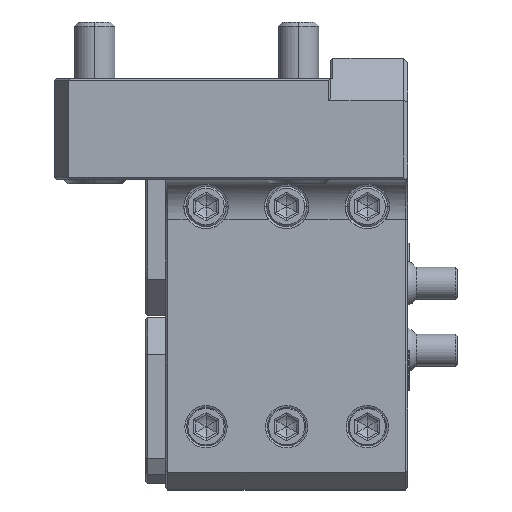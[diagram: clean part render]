
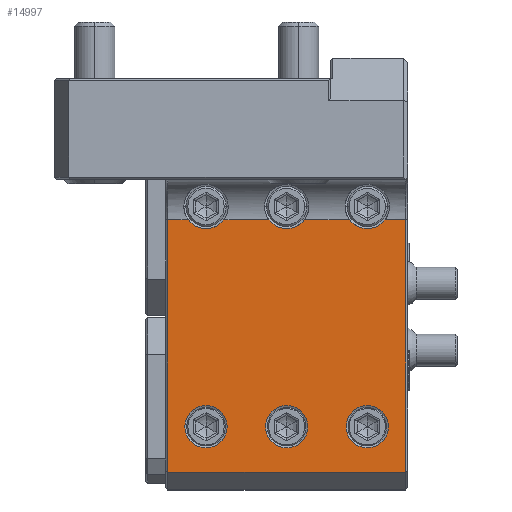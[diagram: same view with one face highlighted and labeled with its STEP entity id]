
A CAD part, top view. The second image highlights one B-rep face of the part: STEP entity #14997.
In plain terms, the highlighted planar face has unit normal (0, 0, 1).
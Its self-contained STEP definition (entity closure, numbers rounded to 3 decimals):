
#3001=DIRECTION('',(0.,-1.,0.));
#3002=VECTOR('',#3001,62.67);
#3003=CARTESIAN_POINT('',(51.824,-35.,22.5));
#3004=LINE('',#3003,#3002);
#3005=DIRECTION('',(1.,0.,0.));
#3006=VECTOR('',#3005,59.);
#3007=CARTESIAN_POINT('',(-7.176,-97.67,22.5));
#3008=LINE('',#3007,#3006);
#3009=DIRECTION('',(0.,-1.,0.));
#3010=VECTOR('',#3009,62.67);
#3011=CARTESIAN_POINT('',(-7.176,-35.,
22.5));
#3012=LINE('',#3011,#3010);
#3013=DIRECTION('',(-1.,0.,0.));
#3014=VECTOR('',#3013,5.063);
#3015=CARTESIAN_POINT('',(-2.113,-35.,22.5));
#3016=LINE('',#3015,#3014);
#3017=CARTESIAN_POINT('',(2.324,-31.75,22.5));
#3018=DIRECTION('',(0.,0.,1.));
#3019=DIRECTION('',(-0.807,-0.591,0.));
#3020=AXIS2_PLACEMENT_3D('',#3017,#3018,#3019);
#3022=DIRECTION('',(-1.,0.,0.));
#3023=VECTOR('',#3022,11.126);
#3024=CARTESIAN_POINT('',(17.887,-35.,22.5));
#3025=LINE('',#3024,#3023);
#3026=CARTESIAN_POINT('',(22.324,-31.75,22.5));
#3027=DIRECTION('',(0.,0.,1.));
#3028=DIRECTION('',(-0.807,-0.591,0.));
#3029=AXIS2_PLACEMENT_3D('',#3026,#3027,#3028);
#3031=DIRECTION('',(-1.,0.,0.));
#3032=VECTOR('',#3031,11.126);
#3033=CARTESIAN_POINT('',(37.887,-35.,22.5));
#3034=LINE('',#3033,#3032);
#3035=CARTESIAN_POINT('',(42.324,-31.75,22.5));
#3036=DIRECTION('',(0.,0.,1.));
#3037=DIRECTION('',(-0.807,-0.591,0.));
#3038=AXIS2_PLACEMENT_3D('',#3035,#3036,#3037);
#3040=DIRECTION('',(-1.,0.,0.));
#3041=VECTOR('',#3040,5.063);
#3042=CARTESIAN_POINT('',(51.824,-35.,22.5));
#3043=LINE('',#3042,#3041);
#3044=CARTESIAN_POINT('',(42.324,-86.36,22.5));
#3045=DIRECTION('',(0.,0.,1.));
#3046=DIRECTION('',(1.,0.,0.));
#3047=AXIS2_PLACEMENT_3D('',#3044,#3045,#3046);
#3049=CARTESIAN_POINT('',(42.324,-86.36,22.5));
#3050=DIRECTION('',(0.,0.,1.));
#3051=DIRECTION('',(-1.,0.,0.));
#3052=AXIS2_PLACEMENT_3D('',#3049,#3050,#3051);
#3054=CARTESIAN_POINT('',(22.324,-86.36,22.5));
#3055=DIRECTION('',(0.,0.,1.));
#3056=DIRECTION('',(1.,0.,0.));
#3057=AXIS2_PLACEMENT_3D('',#3054,#3055,#3056);
#3059=CARTESIAN_POINT('',(22.324,-86.36,22.5));
#3060=DIRECTION('',(0.,0.,1.));
#3061=DIRECTION('',(-1.,0.,0.));
#3062=AXIS2_PLACEMENT_3D('',#3059,#3060,#3061);
#3064=CARTESIAN_POINT('',(2.324,-86.36,22.5));
#3065=DIRECTION('',(0.,0.,1.));
#3066=DIRECTION('',(1.,0.,0.));
#3067=AXIS2_PLACEMENT_3D('',#3064,#3065,#3066);
#3069=CARTESIAN_POINT('',(2.324,-86.36,22.5));
#3070=DIRECTION('',(0.,0.,1.));
#3071=DIRECTION('',(-1.,0.,0.));
#3072=AXIS2_PLACEMENT_3D('',#3069,#3070,#3071);
#9888=CARTESIAN_POINT('',(-7.176,-97.67,22.5));
#9890=VERTEX_POINT('',#9888);
#9979=CARTESIAN_POINT('',(51.824,-97.67,22.5));
#9981=VERTEX_POINT('',#9979);
#10089=CARTESIAN_POINT('',(37.887,-35.,22.5));
#10090=CARTESIAN_POINT('',(46.761,-35.,22.5));
#10091=VERTEX_POINT('',#10089);
#10092=VERTEX_POINT('',#10090);
#10094=CARTESIAN_POINT('',(-2.113,-35.,22.5));
#10096=VERTEX_POINT('',#10094);
#10097=CARTESIAN_POINT('',(6.761,-35.,22.5));
#10099=VERTEX_POINT('',#10097);
#10106=CARTESIAN_POINT('',(17.887,-35.,22.5));
#10108=VERTEX_POINT('',#10106);
#10109=CARTESIAN_POINT('',(26.761,-35.,22.5));
#10111=VERTEX_POINT('',#10109);
#10118=CARTESIAN_POINT('',(51.824,-35.,22.5));
#10120=VERTEX_POINT('',#10118);
#10131=CARTESIAN_POINT('',(-7.176,-35.,22.5));
#10132=VERTEX_POINT('',#10131);
#10203=CARTESIAN_POINT('',(47.574,-86.36,22.5));
#10204=CARTESIAN_POINT('',(37.074,-86.36,22.5));
#10205=VERTEX_POINT('',#10203);
#10206=VERTEX_POINT('',#10204);
#10207=CARTESIAN_POINT('',(27.574,-86.36,22.5));
#10208=CARTESIAN_POINT('',(17.074,-86.36,22.5));
#10209=VERTEX_POINT('',#10207);
#10210=VERTEX_POINT('',#10208);
#10211=CARTESIAN_POINT('',(7.574,-86.36,22.5));
#10212=CARTESIAN_POINT('',(-2.926,-86.36,22.5));
#10213=VERTEX_POINT('',#10211);
#10214=VERTEX_POINT('',#10212);
#14958=CARTESIAN_POINT('',(52.324,-102.,22.5));
#14959=DIRECTION('',(0.,0.,-1.));
#14960=DIRECTION('',(0.,1.,0.));
#14961=AXIS2_PLACEMENT_3D('',#14958,#14959,#14960);
#14962=PLANE('',#14961);
#14963=ORIENTED_EDGE('',*,*,#12752,.T.);
#14965=ORIENTED_EDGE('',*,*,#14964,.F.);
#14966=ORIENTED_EDGE('',*,*,#14657,.F.);
#14967=ORIENTED_EDGE('',*,*,#12707,.F.);
#14969=ORIENTED_EDGE('',*,*,#14968,.T.);
#14970=ORIENTED_EDGE('',*,*,#12703,.F.);
#14972=ORIENTED_EDGE('',*,*,#14971,.T.);
#14973=ORIENTED_EDGE('',*,*,#12699,.F.);
#14975=ORIENTED_EDGE('',*,*,#14974,.T.);
#14976=ORIENTED_EDGE('',*,*,#12695,.F.);
#14977=EDGE_LOOP('',(#14963,#14965,#14966,#14967,#14969,#14970,#14972,#14973,
#14975,#14976));
#14978=FACE_OUTER_BOUND('',#14977,.F.);
#14980=ORIENTED_EDGE('',*,*,#14979,.T.);
#14982=ORIENTED_EDGE('',*,*,#14981,.T.);
#14983=EDGE_LOOP('',(#14980,#14982));
#14984=FACE_BOUND('',#14983,.F.);
#14986=ORIENTED_EDGE('',*,*,#14985,.T.);
#14988=ORIENTED_EDGE('',*,*,#14987,.T.);
#14989=EDGE_LOOP('',(#14986,#14988));
#14990=FACE_BOUND('',#14989,.F.);
#14992=ORIENTED_EDGE('',*,*,#14991,.T.);
#14994=ORIENTED_EDGE('',*,*,#14993,.T.);
#14995=EDGE_LOOP('',(#14992,#14994));
#14996=FACE_BOUND('',#14995,.F.);
#3021=CIRCLE('',#3020,5.5);
#3030=CIRCLE('',#3029,5.5);
#3039=CIRCLE('',#3038,5.5);
#3048=CIRCLE('',#3047,5.25);
#3053=CIRCLE('',#3052,5.25);
#3058=CIRCLE('',#3057,5.25);
#3063=CIRCLE('',#3062,5.25);
#3068=CIRCLE('',#3067,5.25);
#3073=CIRCLE('',#3072,5.25);
#12695=EDGE_CURVE('',#10120,#10092,#3043,.T.);
#12699=EDGE_CURVE('',#10091,#10111,#3034,.T.);
#12703=EDGE_CURVE('',#10108,#10099,#3025,.T.);
#12707=EDGE_CURVE('',#10096,#10132,#3016,.T.);
#12752=EDGE_CURVE('',#10120,#9981,#3004,.T.);
#14657=EDGE_CURVE('',#10132,#9890,#3012,.T.);
#14964=EDGE_CURVE('',#9890,#9981,#3008,.T.);
#14968=EDGE_CURVE('',#10096,#10099,#3021,.T.);
#14971=EDGE_CURVE('',#10108,#10111,#3030,.T.);
#14974=EDGE_CURVE('',#10091,#10092,#3039,.T.);
#14979=EDGE_CURVE('',#10205,#10206,#3048,.T.);
#14981=EDGE_CURVE('',#10206,#10205,#3053,.T.);
#14985=EDGE_CURVE('',#10209,#10210,#3058,.T.);
#14987=EDGE_CURVE('',#10210,#10209,#3063,.T.);
#14991=EDGE_CURVE('',#10213,#10214,#3068,.T.);
#14993=EDGE_CURVE('',#10214,#10213,#3073,.T.);
#14997=ADVANCED_FACE('',(#14978,#14984,#14990,#14996),#14962,.F.);
